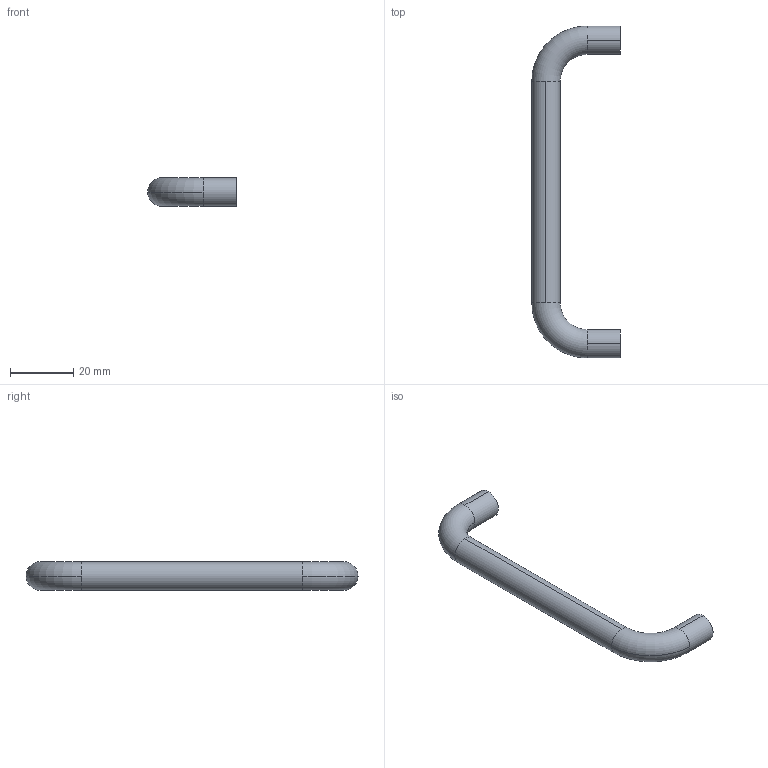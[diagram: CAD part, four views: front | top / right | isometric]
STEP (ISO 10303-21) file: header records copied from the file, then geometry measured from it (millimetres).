
FILE_DESCRIPTION (( 'STEP AP203' ), '1' );
FILE_NAME ('alça_96mm.STEP', '2023-10-12T15:07:34', ( 'Leandro Siqueira' ), ( '' ), 'SwSTEP 2.0', 'SolidWorks 2023', '' );
FILE_SCHEMA (( 'CONFIG_CONTROL_DESIGN' ));
Length unit declared in the file: millimetre
Products named in the file (1): alça_96mm
Bounding box: 28 x 105.08 x 9 mm (x, y, z)
Volume: 8282.6 mm3; surface area: 3980.3 mm2
Topology: 1 solids, 1 shells, 24 faces, 58 edges, 34 vertices
Faces by surface type: cylinder 10, cone 8, torus 4, plane 2
Entity records: 763 total; most frequent: DIRECTION 140, CARTESIAN_POINT 113, ORIENTED_EDGE 108, AXIS2_PLACEMENT_3D 61, EDGE_CURVE 54, CIRCLE 36, VERTEX_POINT 34, EDGE_LOOP 26
